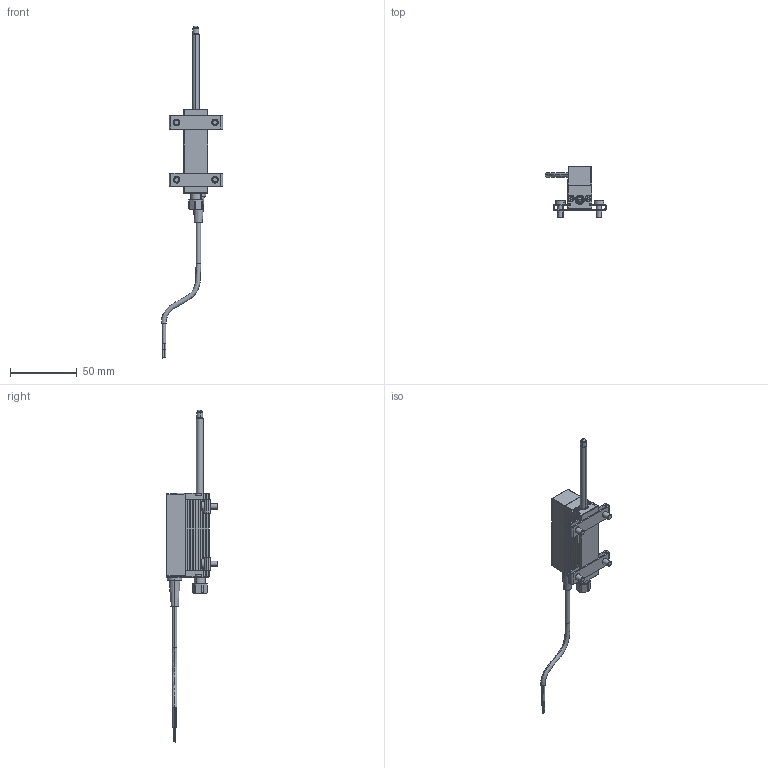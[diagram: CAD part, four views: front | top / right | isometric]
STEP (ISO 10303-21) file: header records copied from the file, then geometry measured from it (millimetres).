
FILE_DESCRIPTION (( 'STEP AP214' ), '1' );
FILE_NAME ('LS1-0025-002-cable-extend.STEP', '2012-06-15T11:09:14', ( 'dummy' ), ( '' ), 'SwSTEP 2.0', 'SolidWorks 2011', '' );
FILE_SCHEMA (( 'AUTOMOTIVE_DESIGN' ));
Length unit declared in the file: millimetre
Products named in the file (1): LS1-0025-002-cable-extend
Bounding box: 45.92 x 38.78 x 248.74 mm (x, y, z)
Surface area: 17627.2 mm2 (no closed solid volume)
Topology: 0 solids, 58 shells, 517 faces, 2298 edges, 1802 vertices
Faces by surface type: plane 260, cylinder 185, cone 47, sphere 11, torus 9, bspline 5
Entity records: 32250 total; most frequent: CARTESIAN_POINT 8874, DIRECTION 3518, ORIENTED_EDGE 3114, EDGE_CURVE 2293, VERTEX_POINT 1802, VECTOR 1240, LINE 1240, AXIS2_PLACEMENT_3D 1139
